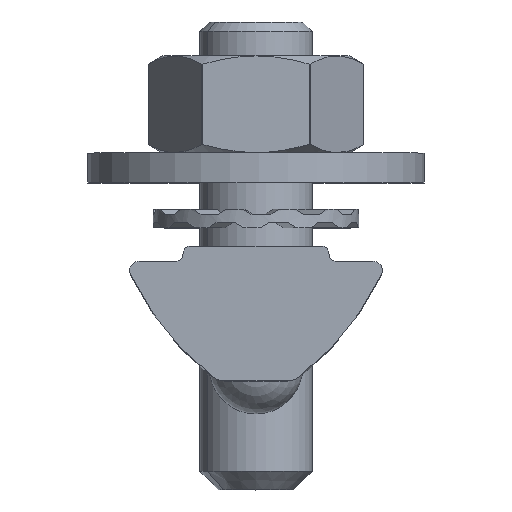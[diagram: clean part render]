
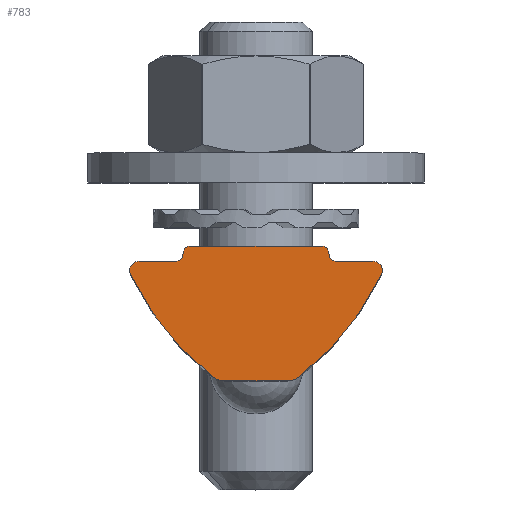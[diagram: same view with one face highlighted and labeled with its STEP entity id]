
A CAD part, top view. The second image highlights one B-rep face of the part: STEP entity #783.
In plain terms, the highlighted planar face has unit normal (0, 0, 1).
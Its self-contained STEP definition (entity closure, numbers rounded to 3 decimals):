
#133 = DIRECTION ( 'NONE',  ( 1., 0., 0. ) ) ;
#390 = CARTESIAN_POINT ( 'NONE',  ( 3.9, 6.05, 5. ) ) ;
#437 = CIRCLE ( 'NONE', #2710, 15. ) ;
#564 = DIRECTION ( 'NONE',  ( -1., 0., 0. ) ) ;
#627 = EDGE_CURVE ( 'NONE', #9223, #5286, #6140, .T. ) ;
#746 = CARTESIAN_POINT ( 'NONE',  ( -6.702, 4.936, 5. ) ) ;
#780 = LINE ( 'NONE', #3683, #2171 ) ;
#783 = ADVANCED_FACE ( 'NONE', ( #7523 ), #4647, .F. ) ;
#801 = CARTESIAN_POINT ( 'NONE',  ( 6.854, 11.358, 5. ) ) ;
#1020 = EDGE_CURVE ( 'NONE', #2357, #5286, #1081, .T. ) ;
#1057 = DIRECTION ( 'NONE',  ( -1., 0., 0. ) ) ;
#1081 = CIRCLE ( 'NONE', #3666, 1. ) ;
#1108 = EDGE_CURVE ( 'NONE', #5811, #4377, #1803, .T. ) ;
#1145 = CARTESIAN_POINT ( 'NONE',  ( -3.9, 5.65, 5. ) ) ;
#1352 = DIRECTION ( 'NONE',  ( 0., 0., 1. ) ) ;
#1376 = EDGE_LOOP ( 'NONE', ( #6643, #6593, #5032, #2505, #4074, #5365, #1644, #7172, #8015, #2903, #1819, #9024, #3235, #4364, #6995 ) ) ;
#1400 = AXIS2_PLACEMENT_3D ( 'NONE', #3501, #5699, #7884 ) ;
#1417 = CARTESIAN_POINT ( 'NONE',  ( 6.702, 4.936, 5. ) ) ;
#1491 = DIRECTION ( 'NONE',  ( -1., 0., 0. ) ) ;
#1540 = CIRCLE ( 'NONE', #8784, 0.5 ) ;
#1557 = EDGE_CURVE ( 'NONE', #4050, #3405, #4454, .T. ) ;
#1595 = CIRCLE ( 'NONE', #7330, 0.4 ) ;
#1637 = VERTEX_POINT ( 'NONE', #746 ) ;
#1644 = ORIENTED_EDGE ( 'NONE', *, *, #1557, .F. ) ;
#1666 = CARTESIAN_POINT ( 'NONE',  ( 2.276, -0.543, 5. ) ) ;
#1680 = CARTESIAN_POINT ( 'NONE',  ( 6.25, 5.15, 5. ) ) ;
#1707 = LINE ( 'NONE', #1145, #4410 ) ;
#1763 = LINE ( 'NONE', #5796, #2498 ) ;
#1803 = LINE ( 'NONE', #3231, #8480 ) ;
#1819 = ORIENTED_EDGE ( 'NONE', *, *, #1108, .F. ) ;
#1851 = CIRCLE ( 'NONE', #7739, 0.5 ) ;
#2022 = EDGE_CURVE ( 'NONE', #7941, #3618, #1595, .T. ) ;
#2171 = VECTOR ( 'NONE', #3096, 1000. ) ;
#2345 = AXIS2_PLACEMENT_3D ( 'NONE', #9330, #1352, #5591 ) ;
#2357 = VERTEX_POINT ( 'NONE', #3835 ) ;
#2498 = VECTOR ( 'NONE', #4646, 1000. ) ;
#2505 = ORIENTED_EDGE ( 'NONE', *, *, #1020, .T. ) ;
#2518 = CARTESIAN_POINT ( 'NONE',  ( 6.25, 5.15, 5. ) ) ;
#2710 = AXIS2_PLACEMENT_3D ( 'NONE', #801, #6599, #133 ) ;
#2903 = ORIENTED_EDGE ( 'NONE', *, *, #4191, .T. ) ;
#2910 = CARTESIAN_POINT ( 'NONE',  ( 6.75, 5.15, 5. ) ) ;
#3096 = DIRECTION ( 'NONE',  ( -1., 0., 0. ) ) ;
#3097 = DIRECTION ( 'NONE',  ( 0., 0., -1. ) ) ;
#3229 = EDGE_CURVE ( 'NONE', #3811, #7059, #9040, .T. ) ;
#3231 = CARTESIAN_POINT ( 'NONE',  ( -3.9, 6.45, 5. ) ) ;
#3233 = EDGE_CURVE ( 'NONE', #3811, #1637, #437, .T. ) ;
#3235 = ORIENTED_EDGE ( 'NONE', *, *, #2022, .T. ) ;
#3405 = VERTEX_POINT ( 'NONE', #2910 ) ;
#3501 = CARTESIAN_POINT ( 'NONE',  ( -3.5, 6.05, 5. ) ) ;
#3618 = VERTEX_POINT ( 'NONE', #8970 ) ;
#3644 = DIRECTION ( 'NONE',  ( 0., 0., -1. ) ) ;
#3666 = AXIS2_PLACEMENT_3D ( 'NONE', #7420, #5159, #7331 ) ;
#3683 = CARTESIAN_POINT ( 'NONE',  ( 2., -0.75, 5. ) ) ;
#3788 = CARTESIAN_POINT ( 'NONE',  ( -3.5, 6.45, 5. ) ) ;
#3811 = VERTEX_POINT ( 'NONE', #5603 ) ;
#3835 = CARTESIAN_POINT ( 'NONE',  ( 1.667, -0.75, 5. ) ) ;
#3840 = DIRECTION ( 'NONE',  ( 1., 0., 0. ) ) ;
#3911 = EDGE_CURVE ( 'NONE', #2357, #7059, #780, .T. ) ;
#4050 = VERTEX_POINT ( 'NONE', #5443 ) ;
#4074 = ORIENTED_EDGE ( 'NONE', *, *, #627, .F. ) ;
#4078 = CARTESIAN_POINT ( 'NONE',  ( -6.25, 5.65, 5. ) ) ;
#4097 = VERTEX_POINT ( 'NONE', #4078 ) ;
#4191 = EDGE_CURVE ( 'NONE', #8911, #4377, #6427, .T. ) ;
#4342 = CARTESIAN_POINT ( 'NONE',  ( -1.667, 0.25, 5. ) ) ;
#4362 = CARTESIAN_POINT ( 'NONE',  ( -3.9, 6.05, 5. ) ) ;
#4364 = ORIENTED_EDGE ( 'NONE', *, *, #8816, .F. ) ;
#4377 = VERTEX_POINT ( 'NONE', #9108 ) ;
#4410 = VECTOR ( 'NONE', #3840, 1000. ) ;
#4454 = CIRCLE ( 'NONE', #8546, 0.5 ) ;
#4457 = CARTESIAN_POINT ( 'NONE',  ( -6.854, 11.358, 5. ) ) ;
#4646 = DIRECTION ( 'NONE',  ( 1., 0., 0. ) ) ;
#4647 = PLANE ( 'NONE',  #9176 ) ;
#5032 = ORIENTED_EDGE ( 'NONE', *, *, #3911, .F. ) ;
#5159 = DIRECTION ( 'NONE',  ( 0., 0., 1. ) ) ;
#5190 = DIRECTION ( 'NONE',  ( 0., 0., 1. ) ) ;
#5286 = VERTEX_POINT ( 'NONE', #1666 ) ;
#5365 = ORIENTED_EDGE ( 'NONE', *, *, #7469, .F. ) ;
#5394 = DIRECTION ( 'NONE',  ( 0., 0., -1. ) ) ;
#5443 = CARTESIAN_POINT ( 'NONE',  ( 6.25, 5.65, 5. ) ) ;
#5494 = CARTESIAN_POINT ( 'NONE',  ( -1.667, -0.75, 5. ) ) ;
#5564 = DIRECTION ( 'NONE',  ( 0., 0., -1. ) ) ;
#5591 = DIRECTION ( 'NONE',  ( -1., 0., 0. ) ) ;
#5603 = CARTESIAN_POINT ( 'NONE',  ( -2.276, -0.543, 5. ) ) ;
#5651 = DIRECTION ( 'NONE',  ( 0., 0., -1. ) ) ;
#5699 = DIRECTION ( 'NONE',  ( 0., 0., 1. ) ) ;
#5796 = CARTESIAN_POINT ( 'NONE',  ( 3.9, 5.65, 5. ) ) ;
#5811 = VERTEX_POINT ( 'NONE', #3788 ) ;
#5834 = DIRECTION ( 'NONE',  ( 0., 0., -1. ) ) ;
#6123 = VERTEX_POINT ( 'NONE', #8736 ) ;
#6140 = CIRCLE ( 'NONE', #6594, 15. ) ;
#6318 = CARTESIAN_POINT ( 'NONE',  ( -6.25, 5.15, 5. ) ) ;
#6328 = AXIS2_PLACEMENT_3D ( 'NONE', #4342, #5190, #7274 ) ;
#6400 = EDGE_CURVE ( 'NONE', #6123, #4050, #1763, .T. ) ;
#6427 = CIRCLE ( 'NONE', #2345, 0.4 ) ;
#6496 = DIRECTION ( 'NONE',  ( -1., 0., 0. ) ) ;
#6539 = DIRECTION ( 'NONE',  ( -1., 0., 0. ) ) ;
#6593 = ORIENTED_EDGE ( 'NONE', *, *, #3229, .T. ) ;
#6594 = AXIS2_PLACEMENT_3D ( 'NONE', #4457, #8897, #7386 ) ;
#6599 = DIRECTION ( 'NONE',  ( 0., 0., -1. ) ) ;
#6643 = ORIENTED_EDGE ( 'NONE', *, *, #3233, .F. ) ;
#6869 = CIRCLE ( 'NONE', #9310, 0.4 ) ;
#6895 = EDGE_CURVE ( 'NONE', #6123, #8911, #6869, .T. ) ;
#6961 = CIRCLE ( 'NONE', #1400, 0.4 ) ;
#6995 = ORIENTED_EDGE ( 'NONE', *, *, #7389, .F. ) ;
#7059 = VERTEX_POINT ( 'NONE', #5494 ) ;
#7110 = CARTESIAN_POINT ( 'NONE',  ( -4.3, 6.05, 5. ) ) ;
#7172 = ORIENTED_EDGE ( 'NONE', *, *, #6400, .F. ) ;
#7274 = DIRECTION ( 'NONE',  ( -1., 0., 0. ) ) ;
#7330 = AXIS2_PLACEMENT_3D ( 'NONE', #7110, #5834, #1491 ) ;
#7331 = DIRECTION ( 'NONE',  ( -1., 0., 0. ) ) ;
#7386 = DIRECTION ( 'NONE',  ( -1., 0., 0. ) ) ;
#7389 = EDGE_CURVE ( 'NONE', #1637, #4097, #1540, .T. ) ;
#7420 = CARTESIAN_POINT ( 'NONE',  ( 1.667, 0.25, 5. ) ) ;
#7469 = EDGE_CURVE ( 'NONE', #3405, #9223, #1851, .T. ) ;
#7523 = FACE_OUTER_BOUND ( 'NONE', #1376, .T. ) ;
#7663 = DIRECTION ( 'NONE',  ( 1., 0., 0. ) ) ;
#7739 = AXIS2_PLACEMENT_3D ( 'NONE', #1680, #3097, #6539 ) ;
#7801 = CARTESIAN_POINT ( 'NONE',  ( 6.25, 5.15, 5. ) ) ;
#7884 = DIRECTION ( 'NONE',  ( -1., 0., 0. ) ) ;
#7941 = VERTEX_POINT ( 'NONE', #4362 ) ;
#8015 = ORIENTED_EDGE ( 'NONE', *, *, #6895, .T. ) ;
#8388 = EDGE_CURVE ( 'NONE', #5811, #7941, #6961, .T. ) ;
#8480 = VECTOR ( 'NONE', #7663, 1000. ) ;
#8546 = AXIS2_PLACEMENT_3D ( 'NONE', #7801, #5564, #564 ) ;
#8597 = CARTESIAN_POINT ( 'NONE',  ( 4.3, 6.05, 5. ) ) ;
#8736 = CARTESIAN_POINT ( 'NONE',  ( 4.3, 5.65, 5. ) ) ;
#8784 = AXIS2_PLACEMENT_3D ( 'NONE', #6318, #5651, #9212 ) ;
#8816 = EDGE_CURVE ( 'NONE', #4097, #3618, #1707, .T. ) ;
#8897 = DIRECTION ( 'NONE',  ( 0., 0., -1. ) ) ;
#8911 = VERTEX_POINT ( 'NONE', #390 ) ;
#8970 = CARTESIAN_POINT ( 'NONE',  ( -4.3, 5.65, 5. ) ) ;
#9024 = ORIENTED_EDGE ( 'NONE', *, *, #8388, .T. ) ;
#9040 = CIRCLE ( 'NONE', #6328, 1. ) ;
#9108 = CARTESIAN_POINT ( 'NONE',  ( 3.5, 6.45, 5. ) ) ;
#9176 = AXIS2_PLACEMENT_3D ( 'NONE', #2518, #5394, #1057 ) ;
#9212 = DIRECTION ( 'NONE',  ( 1., 0., 0. ) ) ;
#9223 = VERTEX_POINT ( 'NONE', #1417 ) ;
#9310 = AXIS2_PLACEMENT_3D ( 'NONE', #8597, #3644, #6496 ) ;
#9330 = CARTESIAN_POINT ( 'NONE',  ( 3.5, 6.05, 5. ) ) ;
